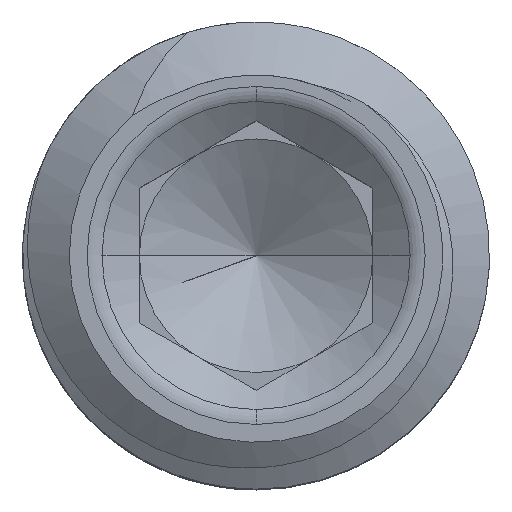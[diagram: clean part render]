
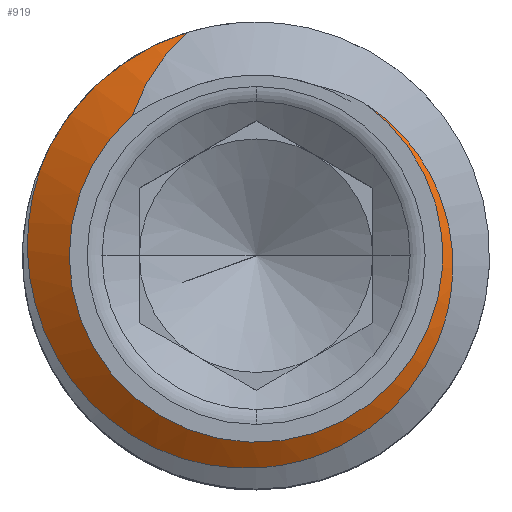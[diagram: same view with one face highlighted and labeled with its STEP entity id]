
A CAD part, top view. The second image highlights one B-rep face of the part: STEP entity #919.
In plain terms, the highlighted conical face has half-angle 55 degrees and reference radius 2 mm.
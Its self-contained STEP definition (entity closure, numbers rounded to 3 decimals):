
#31 = VERTEX_POINT ( 'NONE', #2261 ) ;
#37 = VERTEX_POINT ( 'NONE', #2253 ) ;
#38 = VERTEX_POINT ( 'NONE', #2256 ) ;
#60 = AXIS2_PLACEMENT_3D ( 'NONE', #2094, #2073, #2074 ) ;
#85 = EDGE_CURVE ( 'NONE', #31, #518, #739, .T. ) ;
#87 = EDGE_CURVE ( 'NONE', #37, #38, #740, .T. ) ;
#110 = EDGE_CURVE ( 'NONE', #38, #518, #158, .T. ) ;
#118 = EDGE_CURVE ( 'NONE', #31, #37, #164, .T. ) ;
#158 = B_SPLINE_CURVE_WITH_KNOTS ( 'NONE', 3,
 ( #2403, #2405, #2392, #2391, #2389, #2388, #2387, #2386, #2385, #2384, #2383, #2382, #2381, #2380, #2379, #2377, #2376, #2372, #2370, #2371, #2369, #2368, #2367, #2366, #2364, #2360, #2363, #2067, #2362, #2361 ),
 .UNSPECIFIED., .F., .F.,
 ( 4, 2, 2, 2, 2, 2, 2, 2, 2, 2, 2, 2, 2, 2, 4 ),
 ( 0., 0.001, 0.001, 0.002, 0.003, 0.004, 0.004, 0.005, 0.005, 0.006, 0.006, 0.007, 0.007, 0.008, 0.008 ),
 .UNSPECIFIED. ) ;
#164 = B_SPLINE_CURVE_WITH_KNOTS ( 'NONE', 3,
 ( #2333, #2331, #2318, #2316 ),
 .UNSPECIFIED., .F., .F.,
 ( 4, 4 ),
 ( 0., 0.001 ),
 .UNSPECIFIED. ) ;
#518 = VERTEX_POINT ( 'NONE', #1606 ) ;
#551 = ORIENTED_EDGE ( 'NONE', *, *, #87, .F. ) ;
#552 = ORIENTED_EDGE ( 'NONE', *, *, #110, .F. ) ;
#553 = ORIENTED_EDGE ( 'NONE', *, *, #85, .T. ) ;
#554 = ORIENTED_EDGE ( 'NONE', *, *, #118, .F. ) ;
#645 = EDGE_LOOP ( 'NONE', ( #554, #553, #552, #551 ) ) ;
#739 = CIRCLE ( 'NONE', #60, 2. ) ;
#740 = CIRCLE ( 'NONE', #2464, 1.6 ) ;
#824 = FACE_OUTER_BOUND ( 'NONE', #645, .T. ) ;
#826 = CONICAL_SURFACE ( 'NONE', #965, 2., 0.96 ) ;
#919 = ADVANCED_FACE ( 'NONE', ( #824 ), #826, .T. ) ;
#965 = AXIS2_PLACEMENT_3D ( 'NONE', #1345, #1689, #1695 ) ;
#1345 = CARTESIAN_POINT ( 'NONE',  ( 0., 0., 2.391 ) ) ;
#1606 = CARTESIAN_POINT ( 'NONE',  ( -1.763, 0.944, 2.391 ) ) ;
#1689 = DIRECTION ( 'NONE',  ( 0., 0., -1. ) ) ;
#1695 = DIRECTION ( 'NONE',  ( 0., 1., 0. ) ) ;
#2008 = DIRECTION ( 'NONE',  ( 0., -1., 0. ) ) ;
#2016 = DIRECTION ( 'NONE',  ( 0., 0., 1. ) ) ;
#2067 = CARTESIAN_POINT ( 'NONE',  ( -1.893, 0.622, 2.401 ) ) ;
#2073 = DIRECTION ( 'NONE',  ( 0., 0., 1. ) ) ;
#2074 = DIRECTION ( 'NONE',  ( 0., -1., 0. ) ) ;
#2094 = CARTESIAN_POINT ( 'NONE',  ( 0., 0., 2.391 ) ) ;
#2253 = CARTESIAN_POINT ( 'NONE',  ( -1.06, 1.199, 2.671 ) ) ;
#2256 = CARTESIAN_POINT ( 'NONE',  ( 0.924, 1.306, 2.671 ) ) ;
#2261 = CARTESIAN_POINT ( 'NONE',  ( -0.59, 1.911, 2.391 ) ) ;
#2272 = CARTESIAN_POINT ( 'NONE',  ( 0., 0., 2.671 ) ) ;
#2316 = CARTESIAN_POINT ( 'NONE',  ( -1.06, 1.199, 2.671 ) ) ;
#2318 = CARTESIAN_POINT ( 'NONE',  ( -0.97, 1.47, 2.57 ) ) ;
#2331 = CARTESIAN_POINT ( 'NONE',  ( -0.806, 1.716, 2.476 ) ) ;
#2333 = CARTESIAN_POINT ( 'NONE',  ( -0.59, 1.911, 2.391 ) ) ;
#2360 = CARTESIAN_POINT ( 'NONE',  ( -1.966, 0.11, 2.417 ) ) ;
#2361 = CARTESIAN_POINT ( 'NONE',  ( -1.763, 0.944, 2.391 ) ) ;
#2362 = CARTESIAN_POINT ( 'NONE',  ( -1.839, 0.788, 2.396 ) ) ;
#2363 = CARTESIAN_POINT ( 'NONE',  ( -1.957, 0.282, 2.412 ) ) ;
#2364 = CARTESIAN_POINT ( 'NONE',  ( -1.94, -0.233, 2.428 ) ) ;
#2366 = CARTESIAN_POINT ( 'NONE',  ( -1.903, -0.404, 2.434 ) ) ;
#2367 = CARTESIAN_POINT ( 'NONE',  ( -1.788, -0.727, 2.445 ) ) ;
#2368 = CARTESIAN_POINT ( 'NONE',  ( -1.708, -0.883, 2.45 ) ) ;
#2369 = CARTESIAN_POINT ( 'NONE',  ( -1.512, -1.164, 2.46 ) ) ;
#2370 = CARTESIAN_POINT ( 'NONE',  ( -1.127, -1.51, 2.477 ) ) ;
#2371 = CARTESIAN_POINT ( 'NONE',  ( -1.394, -1.292, 2.466 ) ) ;
#2372 = CARTESIAN_POINT ( 'NONE',  ( -0.981, -1.599, 2.483 ) ) ;
#2376 = CARTESIAN_POINT ( 'NONE',  ( -0.662, -1.737, 2.495 ) ) ;
#2377 = CARTESIAN_POINT ( 'NONE',  ( -0.497, -1.783, 2.501 ) ) ;
#2379 = CARTESIAN_POINT ( 'NONE',  ( -0.155, -1.828, 2.512 ) ) ;
#2380 = CARTESIAN_POINT ( 'NONE',  ( 0.019, -1.827, 2.517 ) ) ;
#2381 = CARTESIAN_POINT ( 'NONE',  ( 0.359, -1.776, 2.528 ) ) ;
#2382 = CARTESIAN_POINT ( 'NONE',  ( 0.526, -1.725, 2.534 ) ) ;
#2383 = CARTESIAN_POINT ( 'NONE',  ( 0.836, -1.578, 2.546 ) ) ;
#2384 = CARTESIAN_POINT ( 'NONE',  ( 0.983, -1.48, 2.553 ) ) ;
#2385 = CARTESIAN_POINT ( 'NONE',  ( 1.365, -1.136, 2.571 ) ) ;
#2386 = CARTESIAN_POINT ( 'NONE',  ( 1.554, -0.828, 2.582 ) ) ;
#2387 = CARTESIAN_POINT ( 'NONE',  ( 1.719, -0.159, 2.607 ) ) ;
#2388 = CARTESIAN_POINT ( 'NONE',  ( 1.696, 0.199, 2.62 ) ) ;
#2389 = CARTESIAN_POINT ( 'NONE',  ( 1.507, 0.683, 2.639 ) ) ;
#2391 = CARTESIAN_POINT ( 'NONE',  ( 1.42, 0.832, 2.645 ) ) ;
#2392 = CARTESIAN_POINT ( 'NONE',  ( 1.2, 1.101, 2.657 ) ) ;
#2403 = CARTESIAN_POINT ( 'NONE',  ( 0.924, 1.306, 2.671 ) ) ;
#2405 = CARTESIAN_POINT ( 'NONE',  ( 1.072, 1.214, 2.664 ) ) ;
#2464 = AXIS2_PLACEMENT_3D ( 'NONE', #2272, #2016, #2008 ) ;
